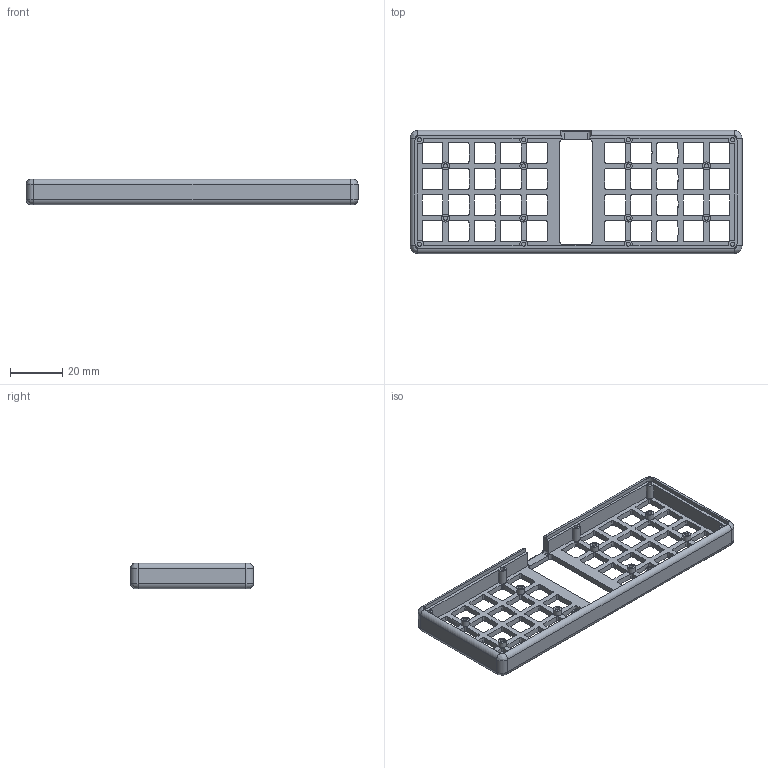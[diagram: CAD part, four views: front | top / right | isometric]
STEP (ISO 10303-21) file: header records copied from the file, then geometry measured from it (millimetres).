
FILE_DESCRIPTION(/* description */ (''),/* implementation_level */ '2;1');
FILE_NAME(/* name */ 'bunchiez40_rounded_top.step',/* time_stamp */ '2023-11-10T22:57:57-06:00',/* author */ (''),/* organization */ (''),/* preprocessor_version */ 'ST-DEVELOPER v20',/* originating_system */ 'Autodesk Translation Framework v12.14.0.127',/* authorisation */ '');
FILE_SCHEMA (('AUTOMOTIVE_DESIGN { 1 0 10303 214 3 1 1 }'));
Length unit declared in the file: millimetre
Products named in the file (1): bunchiez40
Bounding box: 127.2 x 47.2 x 9.8 mm (x, y, z)
Volume: 12935.1 mm3; surface area: 14481.1 mm2
Topology: 1 solids, 1 shells, 425 faces, 1179 edges, 779 vertices
Faces by surface type: plane 197, cylinder 192, bspline 32, torus 4
Full cylindrical faces by diameter (mm): 1.6 x16, 3 x8
Entity records: 17379 total; most frequent: CARTESIAN_POINT 6131, ORIENTED_EDGE 2358, DIRECTION 2304, EDGE_CURVE 1179, AXIS2_PLACEMENT_3D 794, VERTEX_POINT 779, LINE 716, VECTOR 716
